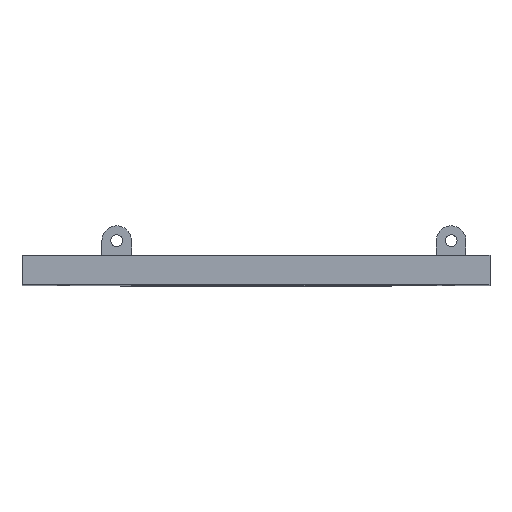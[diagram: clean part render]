
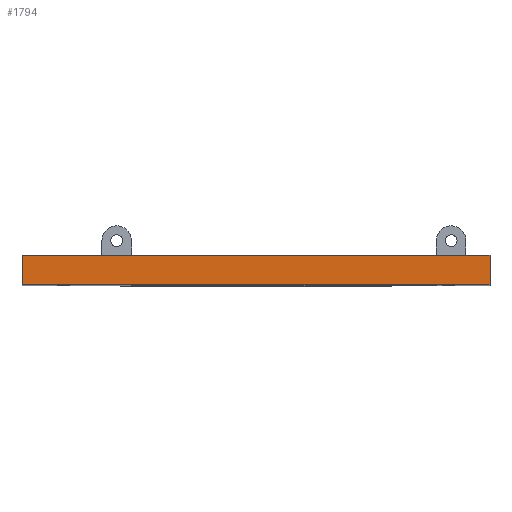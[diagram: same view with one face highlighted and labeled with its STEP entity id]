
A CAD part, top view. The second image highlights one B-rep face of the part: STEP entity #1794.
In plain terms, the highlighted free-form (B-spline) face has degree [1, 1] with [2, 2] control points.
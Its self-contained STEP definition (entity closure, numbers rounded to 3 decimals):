
#52=B_SPLINE_SURFACE_WITH_KNOTS('',1,1,((#2683,#2684),(#2685,#2686)),
 .PLANE_SURF.,.F.,.F.,.F.,(2,2),(2,2),(0.,1.),(0.,1.),.UNSPECIFIED.);
#275=ORIENTED_EDGE('',*,*,#784,.F.);
#276=ORIENTED_EDGE('',*,*,#792,.F.);
#277=ORIENTED_EDGE('',*,*,#789,.T.);
#278=ORIENTED_EDGE('',*,*,#793,.F.);
#784=EDGE_CURVE('',#1042,#1041,#1193,.T.);
#789=EDGE_CURVE('',#1043,#1044,#1198,.T.);
#792=EDGE_CURVE('',#1043,#1042,#1201,.T.);
#793=EDGE_CURVE('',#1041,#1044,#1202,.T.);
#1041=VERTEX_POINT('',#2658);
#1042=VERTEX_POINT('',#2660);
#1043=VERTEX_POINT('',#2673);
#1044=VERTEX_POINT('',#2675);
#1193=LINE('',#2661,#1349);
#1198=LINE('',#2676,#1354);
#1201=LINE('',#2687,#1357);
#1202=LINE('',#2688,#1358);
#1349=VECTOR('',#2062,1000.);
#1354=VECTOR('',#2067,1000.);
#1357=VECTOR('',#2070,1000.);
#1358=VECTOR('',#2071,1000.);
#1492=EDGE_LOOP('',(#275,#276,#277,#278));
#1624=FACE_BOUND('',#1492,.T.);
#1794=ADVANCED_FACE('',(#1624),#52,.F.);
#2062=DIRECTION('',(0.,1.,0.));
#2067=DIRECTION('',(0.,1.,0.));
#2070=DIRECTION('',(-1.,0.,0.));
#2071=DIRECTION('',(1.,0.,0.));
#2658=CARTESIAN_POINT('',(-58.362,7.5,84.975));
#2660=CARTESIAN_POINT('',(-58.362,0.,84.975));
#2661=CARTESIAN_POINT('',(-58.362,1.875,84.975));
#2673=CARTESIAN_POINT('',(60.438,0.,84.975));
#2675=CARTESIAN_POINT('',(60.438,7.5,84.975));
#2676=CARTESIAN_POINT('',(60.438,1.875,84.975));
#2683=CARTESIAN_POINT('',(66.378,-0.375,84.975));
#2684=CARTESIAN_POINT('',(66.378,7.875,84.975));
#2685=CARTESIAN_POINT('',(-64.302,-0.375,84.975));
#2686=CARTESIAN_POINT('',(-64.302,7.875,84.975));
#2687=CARTESIAN_POINT('',(1.038,0.,84.975));
#2688=CARTESIAN_POINT('',(1.038,7.5,84.975));
